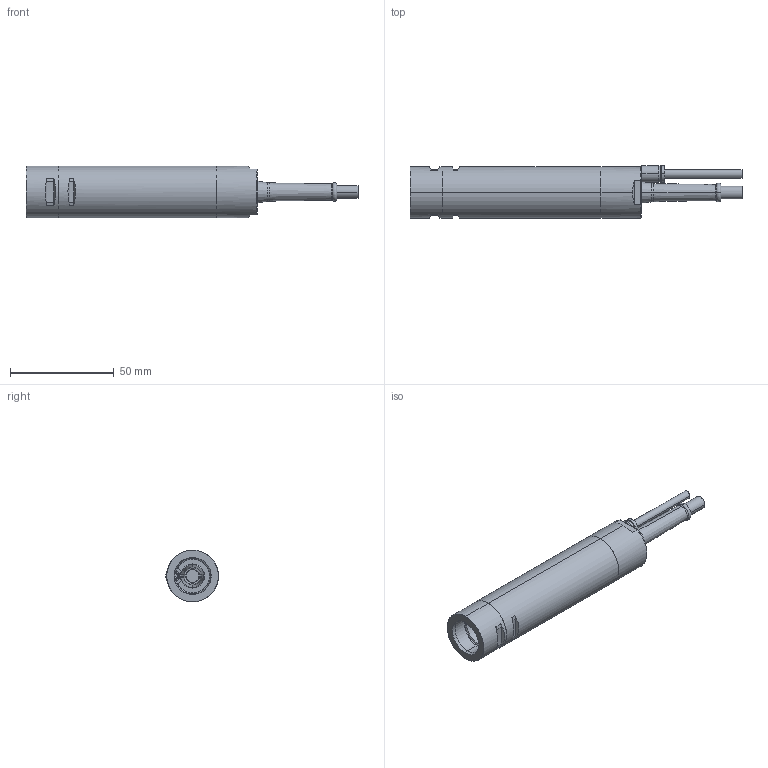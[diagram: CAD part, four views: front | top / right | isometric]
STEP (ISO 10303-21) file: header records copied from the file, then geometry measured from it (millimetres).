
FILE_DESCRIPTION (( 'STEP AP203' ), '1' );
FILE_NAME ('EM25N-5000-J4.STEP', '2016-01-22T06:13:20', ( '株式会社ナカニシ' ), ( 'Microsoft' ), 'SwSTEP 2.0', 'SolidWorks 2013', '' );
FILE_SCHEMA (( 'CONFIG_CONTROL_DESIGN' ));
Length unit declared in the file: millimetre
Products named in the file (1): EM25N-5000-J4
Bounding box: 160.1 x 25.55 x 25 mm (x, y, z)
Surface area: 13838.4 mm2 (no closed solid volume)
Topology: 0 solids, 10 shells, 116 faces, 268 edges, 170 vertices
Faces by surface type: plane 58, cylinder 30, cone 18, torus 10
Entity records: 3440 total; most frequent: CARTESIAN_POINT 719, DIRECTION 596, ORIENTED_EDGE 492, EDGE_CURVE 268, AXIS2_PLACEMENT_3D 239, VERTEX_POINT 170, EDGE_LOOP 134, CIRCLE 122
